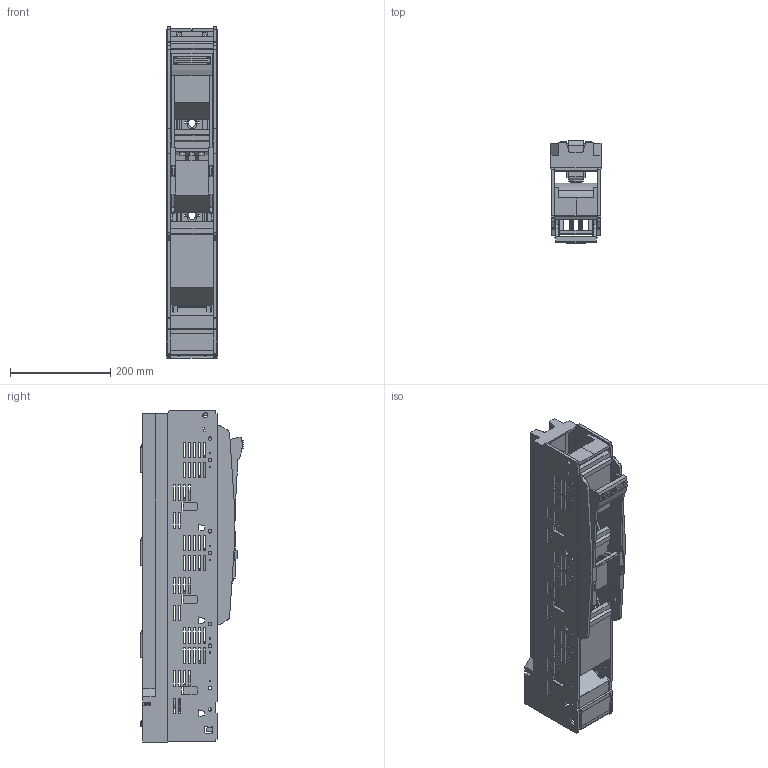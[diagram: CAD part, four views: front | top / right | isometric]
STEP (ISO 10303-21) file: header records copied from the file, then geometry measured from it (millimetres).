
FILE_DESCRIPTION(('CATIA V5 STEP'),'2;1');
FILE_NAME('L0555_NH_Sicherungslastschaltleiste_SL3_3x3_9_3A.stp','2018-08-22T05:59:33+00:00',('none'),('Jean Müller GmbH'),'CATIA Version 5 Release 19 SP 9 (IN-10)','CATIA V5 STEP AP214','none');
FILE_SCHEMA(('AUTOMOTIVE_DESIGN { 1 0 10303 214 1 1 1 1 }'));
Products named in the file (1): L0555_NH-Sicherungslastschaltleiste
Bounding box: 100 x 204.86 x 662 mm (x, y, z)
Volume: 3184571.1 mm3; surface area: 1085821.1 mm2
Topology: 13 solids, 17 shells, 2572 faces, 6720 edges, 4207 vertices
Faces by surface type: plane 2214, cylinder 304, cone 42, bspline 12
Entity records: 75155 total; most frequent: CARTESIAN_POINT 14445, ORIENTED_EDGE 13440, DIRECTION 10488, EDGE_CURVE 6720, VECTOR 5944, LINE 5944, VERTEX_POINT 4207, EDGE_LOOP 2963
